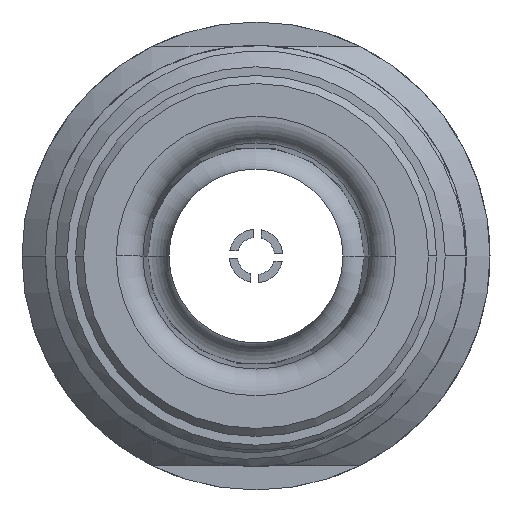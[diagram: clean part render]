
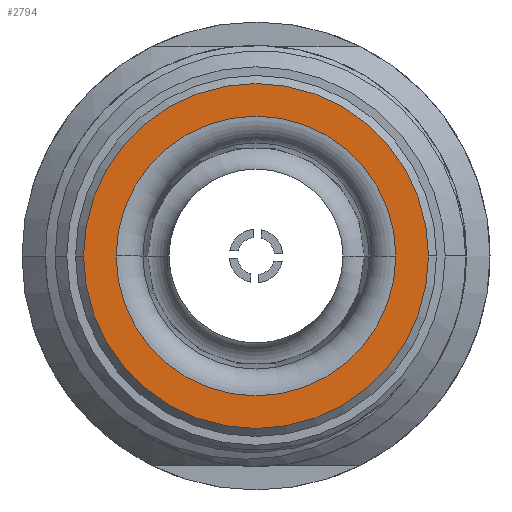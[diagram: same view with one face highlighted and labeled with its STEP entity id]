
A CAD part, left-side view. The second image highlights one B-rep face of the part: STEP entity #2794.
In plain terms, the highlighted planar face has unit normal (-1, 0, 0).
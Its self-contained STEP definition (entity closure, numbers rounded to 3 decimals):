
#160 = DIRECTION ( 'NONE',  ( 1., 0., 0. ) ) ;
#170 = AXIS2_PLACEMENT_3D ( 'NONE', #3960, #2913, #1642 ) ;
#311 = ORIENTED_EDGE ( 'NONE', *, *, #4177, .T. ) ;
#316 = DIRECTION ( 'NONE',  ( 0., -1., 0. ) ) ;
#590 = DIRECTION ( 'NONE',  ( 0., -1., 0. ) ) ;
#646 = EDGE_CURVE ( 'NONE', #2825, #3774, #4058, .T. ) ;
#726 = CARTESIAN_POINT ( 'NONE',  ( -41.5, 5.228, 0. ) ) ;
#830 = EDGE_LOOP ( 'NONE', ( #2525, #3637 ) ) ;
#854 = CIRCLE ( 'NONE', #170, 5.228 ) ;
#882 = CARTESIAN_POINT ( 'NONE',  ( -41.5, 6.75, 0. ) ) ;
#958 = CARTESIAN_POINT ( 'NONE',  ( -41.5, 0., 0. ) ) ;
#1053 = EDGE_LOOP ( 'NONE', ( #1545, #311 ) ) ;
#1545 = ORIENTED_EDGE ( 'NONE', *, *, #3944, .T. ) ;
#1642 = DIRECTION ( 'NONE',  ( 0., -1., 0. ) ) ;
#1851 = VERTEX_POINT ( 'NONE', #726 ) ;
#2237 = CARTESIAN_POINT ( 'NONE',  ( -41.5, 0., 0. ) ) ;
#2250 = DIRECTION ( 'NONE',  ( -1., 0., 0. ) ) ;
#2305 = EDGE_CURVE ( 'NONE', #3774, #2825, #3043, .T. ) ;
#2513 = CARTESIAN_POINT ( 'NONE',  ( -41.5, -6.45, 0. ) ) ;
#2525 = ORIENTED_EDGE ( 'NONE', *, *, #2305, .T. ) ;
#2531 = FACE_BOUND ( 'NONE', #1053, .T. ) ;
#2634 = CARTESIAN_POINT ( 'NONE',  ( -41.5, 0., 0. ) ) ;
#2794 = ADVANCED_FACE ( 'NONE', ( #3216, #2531 ), #3837, .T. ) ;
#2825 = VERTEX_POINT ( 'NONE', #2513 ) ;
#2913 = DIRECTION ( 'NONE',  ( 1., 0., 0. ) ) ;
#2958 = AXIS2_PLACEMENT_3D ( 'NONE', #958, #3230, #590 ) ;
#3043 = CIRCLE ( 'NONE', #3856, 6.45 ) ;
#3080 = DIRECTION ( 'NONE',  ( 0., -1., 0. ) ) ;
#3109 = VERTEX_POINT ( 'NONE', #3520 ) ;
#3216 = FACE_OUTER_BOUND ( 'NONE', #830, .T. ) ;
#3230 = DIRECTION ( 'NONE',  ( -1., 0., 0. ) ) ;
#3383 = CARTESIAN_POINT ( 'NONE',  ( -41.5, 6.45, 0. ) ) ;
#3520 = CARTESIAN_POINT ( 'NONE',  ( -41.5, -5.228, 0. ) ) ;
#3635 = DIRECTION ( 'NONE',  ( -1., 0., 0. ) ) ;
#3637 = ORIENTED_EDGE ( 'NONE', *, *, #646, .T. ) ;
#3663 = DIRECTION ( 'NONE',  ( 0., -1., 0. ) ) ;
#3774 = VERTEX_POINT ( 'NONE', #3383 ) ;
#3837 = PLANE ( 'NONE',  #3925 ) ;
#3856 = AXIS2_PLACEMENT_3D ( 'NONE', #2634, #3635, #3663 ) ;
#3925 = AXIS2_PLACEMENT_3D ( 'NONE', #882, #2250, #316 ) ;
#3944 = EDGE_CURVE ( 'NONE', #3109, #1851, #854, .T. ) ;
#3960 = CARTESIAN_POINT ( 'NONE',  ( -41.5, 0., 0. ) ) ;
#4058 = CIRCLE ( 'NONE', #2958, 6.45 ) ;
#4074 = AXIS2_PLACEMENT_3D ( 'NONE', #2237, #160, #3080 ) ;
#4142 = CIRCLE ( 'NONE', #4074, 5.228 ) ;
#4177 = EDGE_CURVE ( 'NONE', #1851, #3109, #4142, .T. ) ;
